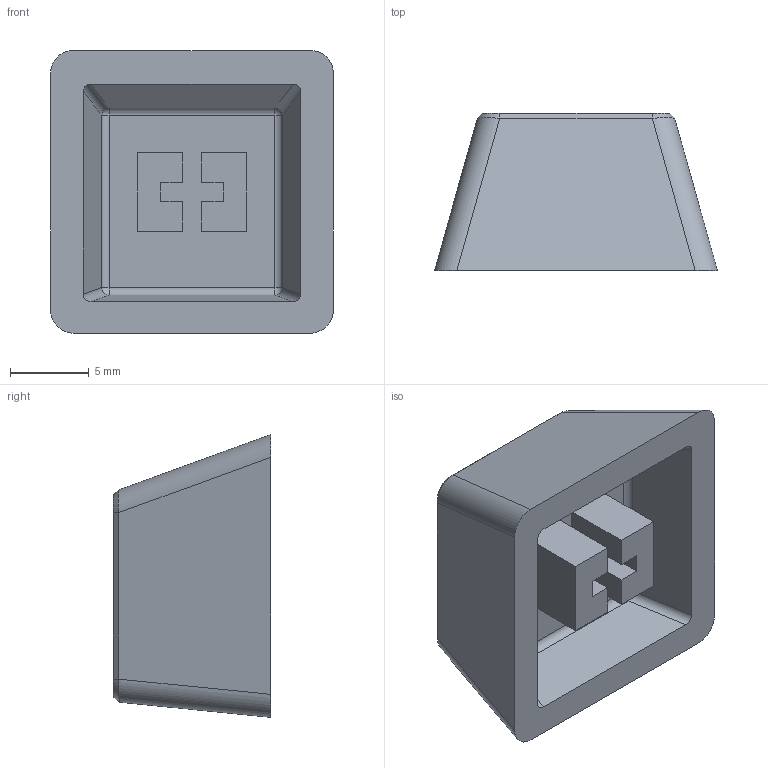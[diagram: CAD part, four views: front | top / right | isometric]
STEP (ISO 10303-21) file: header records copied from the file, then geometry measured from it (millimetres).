
FILE_DESCRIPTION (( 'STEP AP214' ), '1' );
FILE_NAME ('keyCapSimp.STEP', '2021-02-06T13:09:25', ( '' ), ( '' ), 'SwSTEP 2.0', 'SolidWorks 2018', '' );
FILE_SCHEMA (( 'AUTOMOTIVE_DESIGN' ));
Length unit declared in the file: millimetre
Products named in the file (1): keyCapSimp
Bounding box: 18 x 10 x 18 mm (x, y, z)
Volume: 1773 mm3; surface area: 1432.4 mm2
Topology: 1 solids, 1 shells, 53 faces, 124 edges, 76 vertices
Faces by surface type: plane 33, cylinder 12, sphere 4, bspline 4
Entity records: 1750 total; most frequent: CARTESIAN_POINT 568, ORIENTED_EDGE 248, DIRECTION 212, EDGE_CURVE 124, VECTOR 88, LINE 88, VERTEX_POINT 76, AXIS2_PLACEMENT_3D 62
